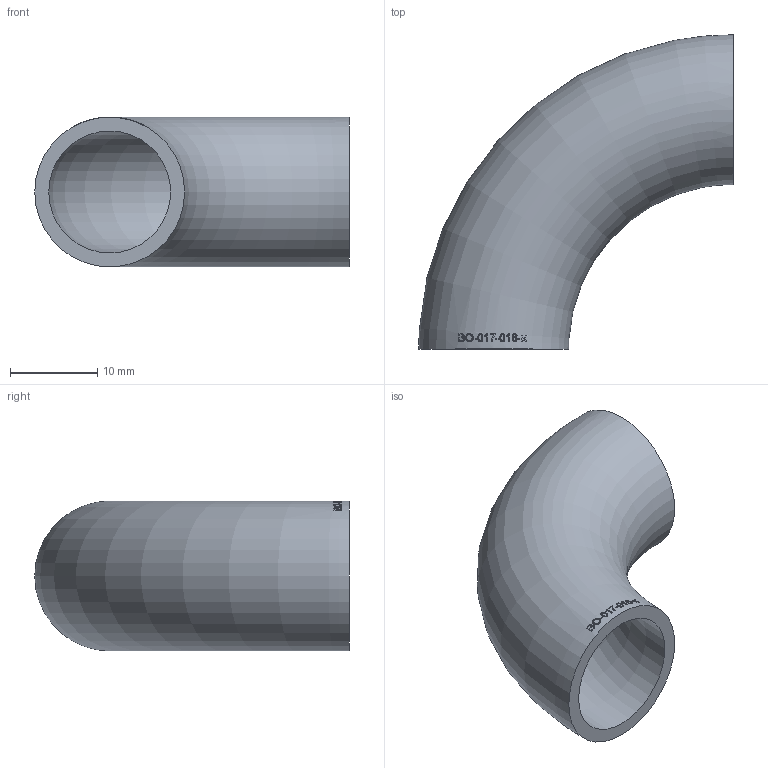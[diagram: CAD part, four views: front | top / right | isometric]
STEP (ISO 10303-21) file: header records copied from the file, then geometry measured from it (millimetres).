
FILE_DESCRIPTION (( 'STEP AP214' ), '1' );
FILE_NAME ('BO-017-016-x Bogen 1911.STEP', '2019-11-07T08:29:28', ( '' ), ( '' ), 'SwSTEP 2.0', 'SolidWorks 2016', '' );
FILE_SCHEMA (( 'AUTOMOTIVE_DESIGN' ));
Length unit declared in the file: millimetre
Products named in the file (1): BO-017-016-x Bogen 1911
Bounding box: 36.1 x 36.1 x 17.2 mm (x, y, z)
Volume: 3387.2 mm3; surface area: 4392.3 mm2
Topology: 1 solids, 1 shells, 122 faces, 310 edges, 207 vertices
Faces by surface type: plane 51, bspline 51, torus 20
Entity records: 7214 total; most frequent: CARTESIAN_POINT 3564, ORIENTED_EDGE 608, EDGE_CURVE 304, DIRECTION 252, VERTEX_POINT 204, B_SPLINE_CURVE_WITH_KNOTS 200, EDGE_LOOP 144, FACE_OUTER_BOUND 124
